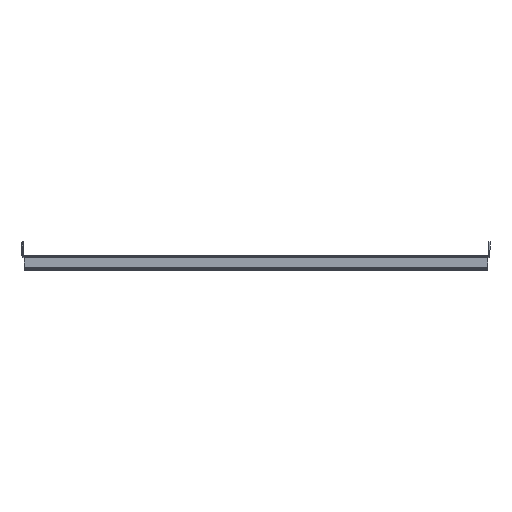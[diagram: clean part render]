
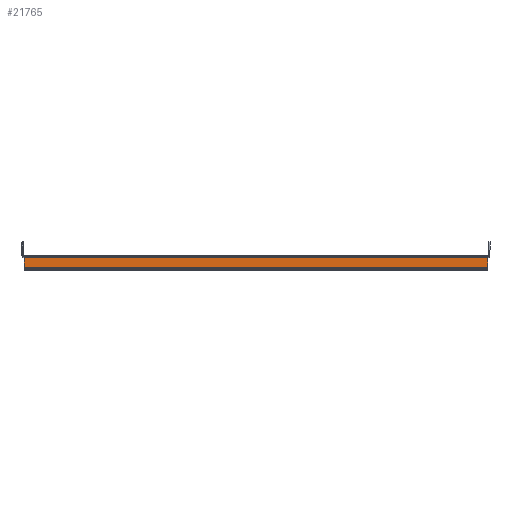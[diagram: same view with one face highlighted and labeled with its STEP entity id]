
A CAD part, top view. The second image highlights one B-rep face of the part: STEP entity #21765.
In plain terms, the highlighted planar face has unit normal (0, 0, 1).
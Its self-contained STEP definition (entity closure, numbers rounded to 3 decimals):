
#109 = CARTESIAN_POINT ( 'NONE',  ( -343., -24.243, 498.5 ) ) ;
#2685 = LINE ( 'NONE', #109, #32404 ) ;
#2712 = ORIENTED_EDGE ( 'NONE', *, *, #16137, .F. ) ;
#4827 = CARTESIAN_POINT ( 'NONE',  ( -346., -17., 498.5 ) ) ;
#5202 = VECTOR ( 'NONE', #18799, 1000. ) ;
#6346 = VERTEX_POINT ( 'NONE', #15499 ) ;
#8126 = DIRECTION ( 'NONE',  ( 0., 0., 1. ) ) ;
#8167 = VERTEX_POINT ( 'NONE', #14027 ) ;
#9438 = EDGE_LOOP ( 'NONE', ( #2712, #33803, #37431, #27626 ) ) ;
#10191 = CARTESIAN_POINT ( 'NONE',  ( 343., -3., 498.5 ) ) ;
#13073 = LINE ( 'NONE', #23613, #32979 ) ;
#14027 = CARTESIAN_POINT ( 'NONE',  ( 343., -17., 498.5 ) ) ;
#15499 = CARTESIAN_POINT ( 'NONE',  ( -343., -17., 498.5 ) ) ;
#16137 = EDGE_CURVE ( 'NONE', #6346, #34201, #2685, .T. ) ;
#17771 = PLANE ( 'NONE',  #36661 ) ;
#18799 = DIRECTION ( 'NONE',  ( 1., 0., 0. ) ) ;
#20480 = VERTEX_POINT ( 'NONE', #10191 ) ;
#21257 = EDGE_CURVE ( 'NONE', #20480, #34201, #13073, .T. ) ;
#21765 = ADVANCED_FACE ( 'NONE', ( #27376 ), #17771, .T. ) ;
#22107 = DIRECTION ( 'NONE',  ( 0., -1., 0. ) ) ;
#23318 = LINE ( 'NONE', #33830, #23470 ) ;
#23379 = DIRECTION ( 'NONE',  ( -1., 0., 0. ) ) ;
#23470 = VECTOR ( 'NONE', #33177, 1000. ) ;
#23613 = CARTESIAN_POINT ( 'NONE',  ( 0., -3., 498.5 ) ) ;
#26868 = EDGE_CURVE ( 'NONE', #6346, #8167, #36176, .T. ) ;
#27376 = FACE_OUTER_BOUND ( 'NONE', #9438, .T. ) ;
#27626 = ORIENTED_EDGE ( 'NONE', *, *, #21257, .T. ) ;
#28748 = CARTESIAN_POINT ( 'NONE',  ( 0., 0., 498.5 ) ) ;
#32404 = VECTOR ( 'NONE', #35100, 1000. ) ;
#32979 = VECTOR ( 'NONE', #23379, 1000. ) ;
#33177 = DIRECTION ( 'NONE',  ( 0., 1., 0. ) ) ;
#33803 = ORIENTED_EDGE ( 'NONE', *, *, #26868, .T. ) ;
#33830 = CARTESIAN_POINT ( 'NONE',  ( 343., -24.243, 498.5 ) ) ;
#34201 = VERTEX_POINT ( 'NONE', #39841 ) ;
#35100 = DIRECTION ( 'NONE',  ( 0., 1., 0. ) ) ;
#36176 = LINE ( 'NONE', #4827, #5202 ) ;
#36661 = AXIS2_PLACEMENT_3D ( 'NONE', #28748, #8126, #22107 ) ;
#37431 = ORIENTED_EDGE ( 'NONE', *, *, #41574, .T. ) ;
#39841 = CARTESIAN_POINT ( 'NONE',  ( -343., -3., 498.5 ) ) ;
#41574 = EDGE_CURVE ( 'NONE', #8167, #20480, #23318, .T. ) ;
